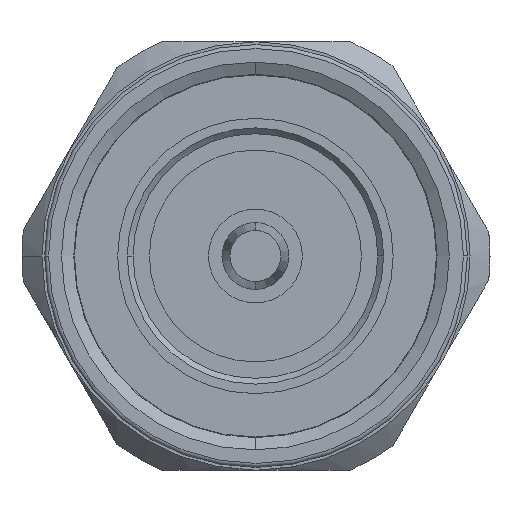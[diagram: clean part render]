
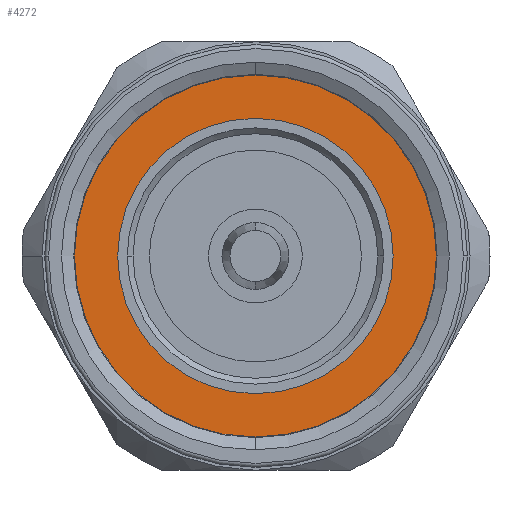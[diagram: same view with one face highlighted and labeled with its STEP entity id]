
A CAD part, left-side view. The second image highlights one B-rep face of the part: STEP entity #4272.
In plain terms, the highlighted planar face has unit normal (-1, 0, 0).
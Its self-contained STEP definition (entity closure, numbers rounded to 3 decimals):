
#32 = ORIENTED_EDGE ( 'NONE', *, *, #1334, .F. ) ;
#206 = AXIS2_PLACEMENT_3D ( 'NONE', #454, #3798, #2187 ) ;
#267 = DIRECTION ( 'NONE',  ( 1., 0., 0. ) ) ;
#343 = VERTEX_POINT ( 'NONE', #4070 ) ;
#454 = CARTESIAN_POINT ( 'NONE',  ( -10.9, 14.538, 0. ) ) ;
#494 = EDGE_LOOP ( 'NONE', ( #2261, #4179 ) ) ;
#533 = DIRECTION ( 'NONE',  ( 0., 0., -1. ) ) ;
#694 = CIRCLE ( 'NONE', #3665, 14.538 ) ;
#951 = DIRECTION ( 'NONE',  ( 0., 0., -1. ) ) ;
#1036 = EDGE_CURVE ( 'NONE', #2782, #343, #3144, .T. ) ;
#1318 = CARTESIAN_POINT ( 'NONE',  ( -10.9, 0., 0. ) ) ;
#1334 = EDGE_CURVE ( 'NONE', #2936, #3771, #3634, .T. ) ;
#1411 = FACE_BOUND ( 'NONE', #494, .T. ) ;
#1837 = PLANE ( 'NONE',  #206 ) ;
#2187 = DIRECTION ( 'NONE',  ( 0., 0., -1. ) ) ;
#2261 = ORIENTED_EDGE ( 'NONE', *, *, #1036, .T. ) ;
#2279 = DIRECTION ( 'NONE',  ( 1., 0., 0. ) ) ;
#2556 = EDGE_CURVE ( 'NONE', #343, #2782, #3089, .T. ) ;
#2614 = ORIENTED_EDGE ( 'NONE', *, *, #3551, .F. ) ;
#2665 = DIRECTION ( 'NONE',  ( 1., 0., 0. ) ) ;
#2782 = VERTEX_POINT ( 'NONE', #3944 ) ;
#2800 = DIRECTION ( 'NONE',  ( 0., 0., -1. ) ) ;
#2936 = VERTEX_POINT ( 'NONE', #4367 ) ;
#3089 = CIRCLE ( 'NONE', #3723, 10.3 ) ;
#3144 = CIRCLE ( 'NONE', #3420, 10.3 ) ;
#3155 = DIRECTION ( 'NONE',  ( 1., 0., 0. ) ) ;
#3178 = CARTESIAN_POINT ( 'NONE',  ( -10.9, 0., 0. ) ) ;
#3300 = CARTESIAN_POINT ( 'NONE',  ( -10.9, 0., 0. ) ) ;
#3420 = AXIS2_PLACEMENT_3D ( 'NONE', #3300, #267, #3632 ) ;
#3551 = EDGE_CURVE ( 'NONE', #3771, #2936, #694, .T. ) ;
#3556 = EDGE_LOOP ( 'NONE', ( #2614, #32 ) ) ;
#3632 = DIRECTION ( 'NONE',  ( 0., 0., -1. ) ) ;
#3634 = CIRCLE ( 'NONE', #4333, 14.538 ) ;
#3643 = CARTESIAN_POINT ( 'NONE',  ( -10.9, 0., 0. ) ) ;
#3665 = AXIS2_PLACEMENT_3D ( 'NONE', #3643, #2279, #951 ) ;
#3723 = AXIS2_PLACEMENT_3D ( 'NONE', #1318, #2665, #533 ) ;
#3771 = VERTEX_POINT ( 'NONE', #4196 ) ;
#3798 = DIRECTION ( 'NONE',  ( 1., 0., 0. ) ) ;
#3944 = CARTESIAN_POINT ( 'NONE',  ( -10.9, 0., -10.3 ) ) ;
#4070 = CARTESIAN_POINT ( 'NONE',  ( -10.9, 0., 10.3 ) ) ;
#4129 = FACE_OUTER_BOUND ( 'NONE', #3556, .T. ) ;
#4179 = ORIENTED_EDGE ( 'NONE', *, *, #2556, .T. ) ;
#4196 = CARTESIAN_POINT ( 'NONE',  ( -10.9, 0., -14.538 ) ) ;
#4272 = ADVANCED_FACE ( 'NONE', ( #4129, #1411 ), #1837, .F. ) ;
#4333 = AXIS2_PLACEMENT_3D ( 'NONE', #3178, #3155, #2800 ) ;
#4367 = CARTESIAN_POINT ( 'NONE',  ( -10.9, 0., 14.538 ) ) ;
